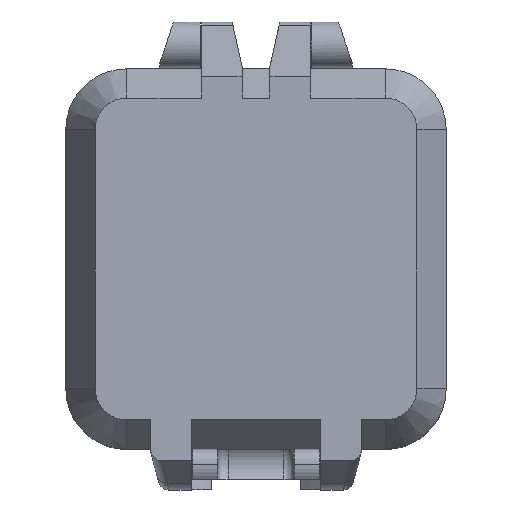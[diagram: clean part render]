
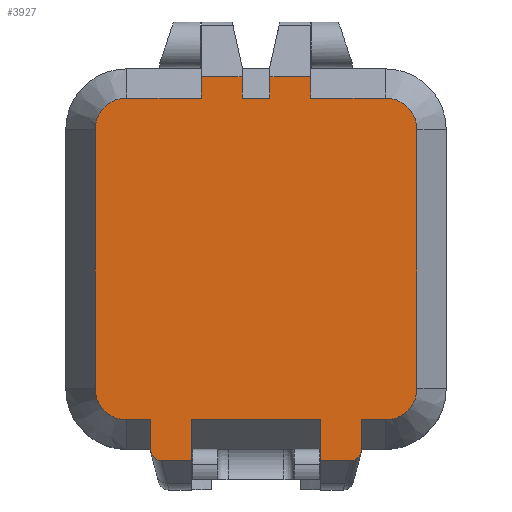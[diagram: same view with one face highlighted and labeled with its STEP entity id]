
A CAD part, top view. The second image highlights one B-rep face of the part: STEP entity #3927.
In plain terms, the highlighted planar face has unit normal (0, 0, 1).
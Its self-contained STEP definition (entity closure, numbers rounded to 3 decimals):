
#205=PLANE('',#4275);
#432=LINE('',#6279,#787);
#437=LINE('',#6289,#792);
#438=LINE('',#6291,#793);
#439=LINE('',#6293,#794);
#440=LINE('',#6295,#795);
#441=LINE('',#6297,#796);
#442=LINE('',#6301,#797);
#443=LINE('',#6303,#798);
#444=LINE('',#6307,#799);
#445=LINE('',#6311,#800);
#446=LINE('',#6313,#801);
#447=LINE('',#6315,#802);
#448=LINE('',#6317,#803);
#449=LINE('',#6319,#804);
#450=LINE('',#6321,#805);
#451=LINE('',#6323,#806);
#452=LINE('',#6325,#807);
#453=LINE('',#6327,#808);
#454=LINE('',#6331,#809);
#455=LINE('',#6334,#810);
#787=VECTOR('',#5020,10.);
#792=VECTOR('',#5027,10.);
#793=VECTOR('',#5028,10.);
#794=VECTOR('',#5029,10.);
#795=VECTOR('',#5030,10.);
#796=VECTOR('',#5031,10.);
#797=VECTOR('',#5034,10.);
#798=VECTOR('',#5035,10.);
#799=VECTOR('',#5038,10.);
#800=VECTOR('',#5041,10.);
#801=VECTOR('',#5042,10.);
#802=VECTOR('',#5043,10.);
#803=VECTOR('',#5044,10.);
#804=VECTOR('',#5045,10.);
#805=VECTOR('',#5046,10.);
#806=VECTOR('',#5047,10.);
#807=VECTOR('',#5048,10.);
#808=VECTOR('',#5049,10.);
#809=VECTOR('',#5052,10.);
#810=VECTOR('',#5055,10.);
#1135=FACE_OUTER_BOUND('',#1369,.T.);
#1369=EDGE_LOOP('',(#3145,#3146,#3147,#3148,#3149,#3150,#3151,#3152,#3153,
#3154,#3155,#3156,#3157,#3158,#3159,#3160,#3161,#3162,#3163,#3164,#3165,
#3166,#3167,#3168,#3169,#3170));
#1567=CIRCLE('',#4277,6.226);
#1568=CIRCLE('',#4278,6.226);
#1569=CIRCLE('',#4279,6.226);
#1570=CIRCLE('',#4280,6.226);
#1668=ELLIPSE('',#4268,2.33,2.);
#1670=ELLIPSE('',#4276,2.33,2.);
#1835=VERTEX_POINT('',#6251);
#1837=VERTEX_POINT('',#6255);
#1844=VERTEX_POINT('',#6278);
#1848=VERTEX_POINT('',#6288);
#1849=VERTEX_POINT('',#6290);
#1850=VERTEX_POINT('',#6292);
#1851=VERTEX_POINT('',#6294);
#1852=VERTEX_POINT('',#6296);
#1853=VERTEX_POINT('',#6298);
#1854=VERTEX_POINT('',#6300);
#1855=VERTEX_POINT('',#6302);
#1856=VERTEX_POINT('',#6304);
#1857=VERTEX_POINT('',#6306);
#1858=VERTEX_POINT('',#6308);
#1859=VERTEX_POINT('',#6310);
#1860=VERTEX_POINT('',#6312);
#1861=VERTEX_POINT('',#6314);
#1862=VERTEX_POINT('',#6316);
#1863=VERTEX_POINT('',#6318);
#1864=VERTEX_POINT('',#6320);
#1865=VERTEX_POINT('',#6322);
#1866=VERTEX_POINT('',#6324);
#1867=VERTEX_POINT('',#6326);
#1868=VERTEX_POINT('',#6328);
#1869=VERTEX_POINT('',#6330);
#1870=VERTEX_POINT('',#6332);
#2300=EDGE_CURVE('',#1837,#1835,#1668,.T.);
#2309=EDGE_CURVE('',#1835,#1844,#432,.T.);
#2314=EDGE_CURVE('',#1837,#1848,#437,.T.);
#2315=EDGE_CURVE('',#1848,#1849,#438,.T.);
#2316=EDGE_CURVE('',#1850,#1849,#439,.T.);
#2317=EDGE_CURVE('',#1851,#1850,#440,.T.);
#2318=EDGE_CURVE('',#1851,#1852,#441,.T.);
#2319=EDGE_CURVE('',#1853,#1852,#1670,.T.);
#2320=EDGE_CURVE('',#1853,#1854,#442,.T.);
#2321=EDGE_CURVE('',#1855,#1854,#443,.T.);
#2322=EDGE_CURVE('',#1856,#1855,#1567,.T.);
#2323=EDGE_CURVE('',#1857,#1856,#444,.T.);
#2324=EDGE_CURVE('',#1858,#1857,#1568,.T.);
#2325=EDGE_CURVE('',#1859,#1858,#445,.T.);
#2326=EDGE_CURVE('',#1860,#1859,#446,.T.);
#2327=EDGE_CURVE('',#1860,#1861,#447,.T.);
#2328=EDGE_CURVE('',#1861,#1862,#448,.T.);
#2329=EDGE_CURVE('',#1863,#1862,#449,.T.);
#2330=EDGE_CURVE('',#1864,#1863,#450,.T.);
#2331=EDGE_CURVE('',#1864,#1865,#451,.T.);
#2332=EDGE_CURVE('',#1865,#1866,#452,.T.);
#2333=EDGE_CURVE('',#1867,#1866,#453,.T.);
#2334=EDGE_CURVE('',#1868,#1867,#1569,.T.);
#2335=EDGE_CURVE('',#1869,#1868,#454,.T.);
#2336=EDGE_CURVE('',#1870,#1869,#1570,.T.);
#2337=EDGE_CURVE('',#1844,#1870,#455,.T.);
#3145=ORIENTED_EDGE('',*,*,#2300,.F.);
#3146=ORIENTED_EDGE('',*,*,#2314,.T.);
#3147=ORIENTED_EDGE('',*,*,#2315,.T.);
#3148=ORIENTED_EDGE('',*,*,#2316,.F.);
#3149=ORIENTED_EDGE('',*,*,#2317,.F.);
#3150=ORIENTED_EDGE('',*,*,#2318,.T.);
#3151=ORIENTED_EDGE('',*,*,#2319,.F.);
#3152=ORIENTED_EDGE('',*,*,#2320,.T.);
#3153=ORIENTED_EDGE('',*,*,#2321,.F.);
#3154=ORIENTED_EDGE('',*,*,#2322,.F.);
#3155=ORIENTED_EDGE('',*,*,#2323,.F.);
#3156=ORIENTED_EDGE('',*,*,#2324,.F.);
#3157=ORIENTED_EDGE('',*,*,#2325,.F.);
#3158=ORIENTED_EDGE('',*,*,#2326,.F.);
#3159=ORIENTED_EDGE('',*,*,#2327,.T.);
#3160=ORIENTED_EDGE('',*,*,#2328,.T.);
#3161=ORIENTED_EDGE('',*,*,#2329,.F.);
#3162=ORIENTED_EDGE('',*,*,#2330,.F.);
#3163=ORIENTED_EDGE('',*,*,#2331,.T.);
#3164=ORIENTED_EDGE('',*,*,#2332,.T.);
#3165=ORIENTED_EDGE('',*,*,#2333,.F.);
#3166=ORIENTED_EDGE('',*,*,#2334,.F.);
#3167=ORIENTED_EDGE('',*,*,#2335,.F.);
#3168=ORIENTED_EDGE('',*,*,#2336,.F.);
#3169=ORIENTED_EDGE('',*,*,#2337,.F.);
#3170=ORIENTED_EDGE('',*,*,#2309,.F.);
#3927=ADVANCED_FACE('',(#1135),#205,.T.);
#4268=AXIS2_PLACEMENT_3D('',#6257,#5002,#5003);
#4275=AXIS2_PLACEMENT_3D('',#6287,#5025,#5026);
#4276=AXIS2_PLACEMENT_3D('',#6299,#5032,#5033);
#4277=AXIS2_PLACEMENT_3D('',#6305,#5036,#5037);
#4278=AXIS2_PLACEMENT_3D('',#6309,#5039,#5040);
#4279=AXIS2_PLACEMENT_3D('',#6329,#5050,#5051);
#4280=AXIS2_PLACEMENT_3D('',#6333,#5053,#5054);
#5002=DIRECTION('center_axis',(0.,0.,-1.));
#5003=DIRECTION('ref_axis',(0.259,-0.966,0.));
#5020=DIRECTION('',(0.,1.,0.));
#5025=DIRECTION('center_axis',(0.,0.,1.));
#5026=DIRECTION('ref_axis',(-1.,0.,0.));
#5027=DIRECTION('',(1.,0.,0.));
#5028=DIRECTION('',(0.,1.,0.));
#5029=DIRECTION('',(-1.,0.,0.));
#5030=DIRECTION('',(0.,1.,0.));
#5031=DIRECTION('',(1.,0.,0.));
#5032=DIRECTION('center_axis',(0.,0.,-1.));
#5033=DIRECTION('ref_axis',(-0.259,-0.966,0.));
#5034=DIRECTION('',(0.,1.,0.));
#5035=DIRECTION('',(-1.,0.,0.));
#5036=DIRECTION('center_axis',(0.,0.,-1.));
#5037=DIRECTION('ref_axis',(0.,-1.,0.));
#5038=DIRECTION('',(0.,-1.,0.));
#5039=DIRECTION('center_axis',(0.,0.,-1.));
#5040=DIRECTION('ref_axis',(1.,0.,0.));
#5041=DIRECTION('',(1.,0.,0.));
#5042=DIRECTION('',(0.,-1.,0.));
#5043=DIRECTION('',(-1.,0.,0.));
#5044=DIRECTION('',(0.,-1.,0.));
#5045=DIRECTION('',(1.,0.,0.));
#5046=DIRECTION('',(0.,-1.,0.));
#5047=DIRECTION('',(-1.,0.,0.));
#5048=DIRECTION('',(0.,-1.,0.));
#5049=DIRECTION('',(1.,0.,0.));
#5050=DIRECTION('center_axis',(0.,0.,-1.));
#5051=DIRECTION('ref_axis',(0.,1.,0.));
#5052=DIRECTION('',(0.,1.,0.));
#5053=DIRECTION('center_axis',(0.,0.,-1.));
#5054=DIRECTION('ref_axis',(-1.,0.,0.));
#5055=DIRECTION('',(-1.,0.,0.));
#6251=CARTESIAN_POINT('',(-20.75,-38.029,55.));
#6255=CARTESIAN_POINT('',(-18.691,-39.726,55.));
#6257=CARTESIAN_POINT('Origin',(-18.845,-37.417,55.));
#6278=CARTESIAN_POINT('',(-20.75,-31.726,55.));
#6279=CARTESIAN_POINT('',(-20.75,-45.5,55.));
#6287=CARTESIAN_POINT('Origin',(-2.75,47.,55.));
#6288=CARTESIAN_POINT('',(-12.75,-39.726,55.));
#6289=CARTESIAN_POINT('',(0.,-39.726,55.));
#6290=CARTESIAN_POINT('',(-12.75,-31.726,55.));
#6291=CARTESIAN_POINT('',(-12.75,-45.5,55.));
#6292=CARTESIAN_POINT('',(12.75,-31.726,55.));
#6293=CARTESIAN_POINT('',(-12.75,-31.726,55.));
#6294=CARTESIAN_POINT('',(12.75,-39.726,55.));
#6295=CARTESIAN_POINT('',(12.75,-45.5,55.));
#6296=CARTESIAN_POINT('',(18.691,-39.726,55.));
#6297=CARTESIAN_POINT('',(16.75,-39.726,55.));
#6298=CARTESIAN_POINT('',(20.75,-38.029,55.));
#6299=CARTESIAN_POINT('Origin',(18.845,-37.417,55.));
#6300=CARTESIAN_POINT('',(20.75,-31.726,55.));
#6301=CARTESIAN_POINT('',(20.75,-45.5,55.));
#6302=CARTESIAN_POINT('',(25.5,-31.726,55.));
#6303=CARTESIAN_POINT('',(-12.75,-31.726,55.));
#6304=CARTESIAN_POINT('',(31.726,-25.5,55.));
#6305=CARTESIAN_POINT('Origin',(25.5,-25.5,55.));
#6306=CARTESIAN_POINT('',(31.726,25.5,55.));
#6307=CARTESIAN_POINT('',(31.726,-12.75,55.));
#6308=CARTESIAN_POINT('',(25.5,31.726,55.));
#6309=CARTESIAN_POINT('Origin',(25.5,25.5,55.));
#6310=CARTESIAN_POINT('',(10.75,31.726,55.));
#6311=CARTESIAN_POINT('',(12.75,31.726,55.));
#6312=CARTESIAN_POINT('',(10.75,35.899,55.));
#6313=CARTESIAN_POINT('',(10.75,47.,55.));
#6314=CARTESIAN_POINT('',(2.75,35.899,55.));
#6315=CARTESIAN_POINT('',(10.75,35.899,55.));
#6316=CARTESIAN_POINT('',(2.75,31.726,55.));
#6317=CARTESIAN_POINT('',(2.75,47.,55.));
#6318=CARTESIAN_POINT('',(-2.75,31.726,55.));
#6319=CARTESIAN_POINT('',(12.75,31.726,55.));
#6320=CARTESIAN_POINT('',(-2.75,35.899,55.));
#6321=CARTESIAN_POINT('',(-2.75,47.,55.));
#6322=CARTESIAN_POINT('',(-10.75,35.899,55.));
#6323=CARTESIAN_POINT('',(4.,35.899,55.));
#6324=CARTESIAN_POINT('',(-10.75,31.726,55.));
#6325=CARTESIAN_POINT('',(-10.75,47.,55.));
#6326=CARTESIAN_POINT('',(-25.5,31.726,55.));
#6327=CARTESIAN_POINT('',(12.75,31.726,55.));
#6328=CARTESIAN_POINT('',(-31.726,25.5,55.));
#6329=CARTESIAN_POINT('Origin',(-25.5,25.5,55.));
#6330=CARTESIAN_POINT('',(-31.726,-25.5,55.));
#6331=CARTESIAN_POINT('',(-31.726,12.75,55.));
#6332=CARTESIAN_POINT('',(-25.5,-31.726,55.));
#6333=CARTESIAN_POINT('Origin',(-25.5,-25.5,55.));
#6334=CARTESIAN_POINT('',(-12.75,-31.726,55.));
